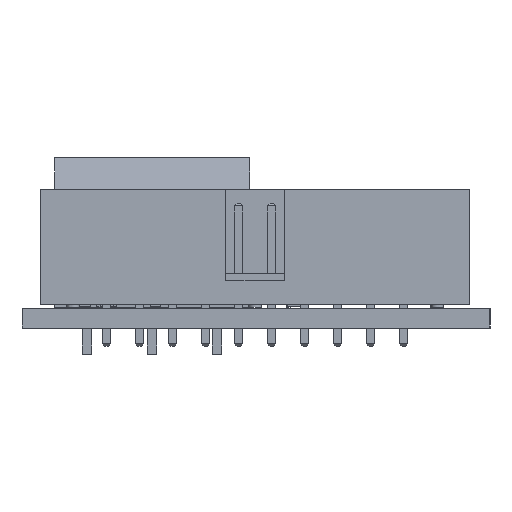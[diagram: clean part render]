
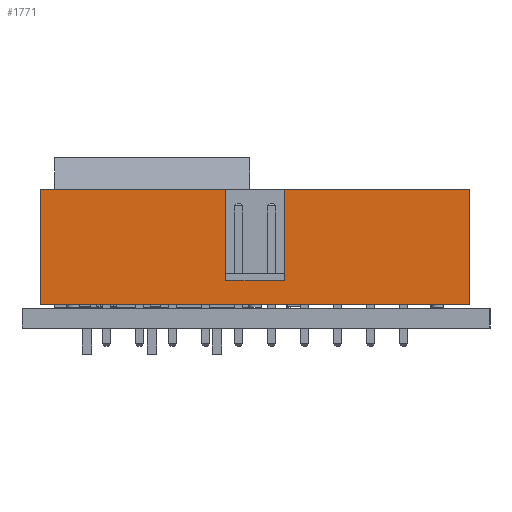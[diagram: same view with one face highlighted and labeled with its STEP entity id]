
A CAD part, left-side view. The second image highlights one B-rep face of the part: STEP entity #1771.
In plain terms, the highlighted planar face has unit normal (-1, 0, 0).
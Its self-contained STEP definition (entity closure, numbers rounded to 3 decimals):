
#1771 = ADVANCED_FACE('',(#1772),#1838,.T.);
#1772 = FACE_BOUND('',#1773,.T.);
#1773 = EDGE_LOOP('',(#1774,#1784,#1792,#1800,#1808,#1816,#1824,#1832));
#1774 = ORIENTED_EDGE('',*,*,#1775,.F.);
#1775 = EDGE_CURVE('',#1776,#1778,#1780,.T.);
#1776 = VERTEX_POINT('',#1777);
#1777 = CARTESIAN_POINT('',(-3.155,5.1,0.25));
#1778 = VERTEX_POINT('',#1779);
#1779 = CARTESIAN_POINT('',(-3.155,5.1,9.1));
#1780 = LINE('',#1781,#1782);
#1781 = CARTESIAN_POINT('',(-3.155,5.1,0.25));
#1782 = VECTOR('',#1783,1.);
#1783 = DIRECTION('',(0.,0.,1.));
#1784 = ORIENTED_EDGE('',*,*,#1785,.T.);
#1785 = EDGE_CURVE('',#1776,#1786,#1788,.T.);
#1786 = VERTEX_POINT('',#1787);
#1787 = CARTESIAN_POINT('',(-3.155,-27.96,0.25));
#1788 = LINE('',#1789,#1790);
#1789 = CARTESIAN_POINT('',(-3.155,5.1,0.25));
#1790 = VECTOR('',#1791,1.);
#1791 = DIRECTION('',(0.,-1.,0.));
#1792 = ORIENTED_EDGE('',*,*,#1793,.T.);
#1793 = EDGE_CURVE('',#1786,#1794,#1796,.T.);
#1794 = VERTEX_POINT('',#1795);
#1795 = CARTESIAN_POINT('',(-3.155,-27.96,9.1));
#1796 = LINE('',#1797,#1798);
#1797 = CARTESIAN_POINT('',(-3.155,-27.96,2.6));
#1798 = VECTOR('',#1799,1.);
#1799 = DIRECTION('',(0.,0.,1.));
#1800 = ORIENTED_EDGE('',*,*,#1801,.F.);
#1801 = EDGE_CURVE('',#1802,#1794,#1804,.T.);
#1802 = VERTEX_POINT('',#1803);
#1803 = CARTESIAN_POINT('',(-3.155,-13.68,9.1));
#1804 = LINE('',#1805,#1806);
#1805 = CARTESIAN_POINT('',(-3.155,5.1,9.1));
#1806 = VECTOR('',#1807,1.);
#1807 = DIRECTION('',(0.,-1.,0.));
#1808 = ORIENTED_EDGE('',*,*,#1809,.T.);
#1809 = EDGE_CURVE('',#1802,#1810,#1812,.T.);
#1810 = VERTEX_POINT('',#1811);
#1811 = CARTESIAN_POINT('',(-3.155,-13.68,2.1));
#1812 = LINE('',#1813,#1814);
#1813 = CARTESIAN_POINT('',(-3.155,-13.68,3.388));
#1814 = VECTOR('',#1815,1.);
#1815 = DIRECTION('',(0.,0.,-1.));
#1816 = ORIENTED_EDGE('',*,*,#1817,.T.);
#1817 = EDGE_CURVE('',#1810,#1818,#1820,.T.);
#1818 = VERTEX_POINT('',#1819);
#1819 = CARTESIAN_POINT('',(-3.155,-9.18,2.1));
#1820 = LINE('',#1821,#1822);
#1821 = CARTESIAN_POINT('',(-3.155,-11.43,2.1));
#1822 = VECTOR('',#1823,1.);
#1823 = DIRECTION('',(0.,1.,0.));
#1824 = ORIENTED_EDGE('',*,*,#1825,.T.);
#1825 = EDGE_CURVE('',#1818,#1826,#1828,.T.);
#1826 = VERTEX_POINT('',#1827);
#1827 = CARTESIAN_POINT('',(-3.155,-9.18,9.1));
#1828 = LINE('',#1829,#1830);
#1829 = CARTESIAN_POINT('',(-3.155,-9.18,3.388));
#1830 = VECTOR('',#1831,1.);
#1831 = DIRECTION('',(0.,0.,1.));
#1832 = ORIENTED_EDGE('',*,*,#1833,.F.);
#1833 = EDGE_CURVE('',#1778,#1826,#1834,.T.);
#1834 = LINE('',#1835,#1836);
#1835 = CARTESIAN_POINT('',(-3.155,5.1,9.1));
#1836 = VECTOR('',#1837,1.);
#1837 = DIRECTION('',(0.,-1.,0.));
#1838 = PLANE('',#1839);
#1839 = AXIS2_PLACEMENT_3D('',#1840,#1841,#1842);
#1840 = CARTESIAN_POINT('',(-3.155,-11.43,4.675));
#1841 = DIRECTION('',(-1.,0.,0.));
#1842 = DIRECTION('',(0.,0.,-1.));
